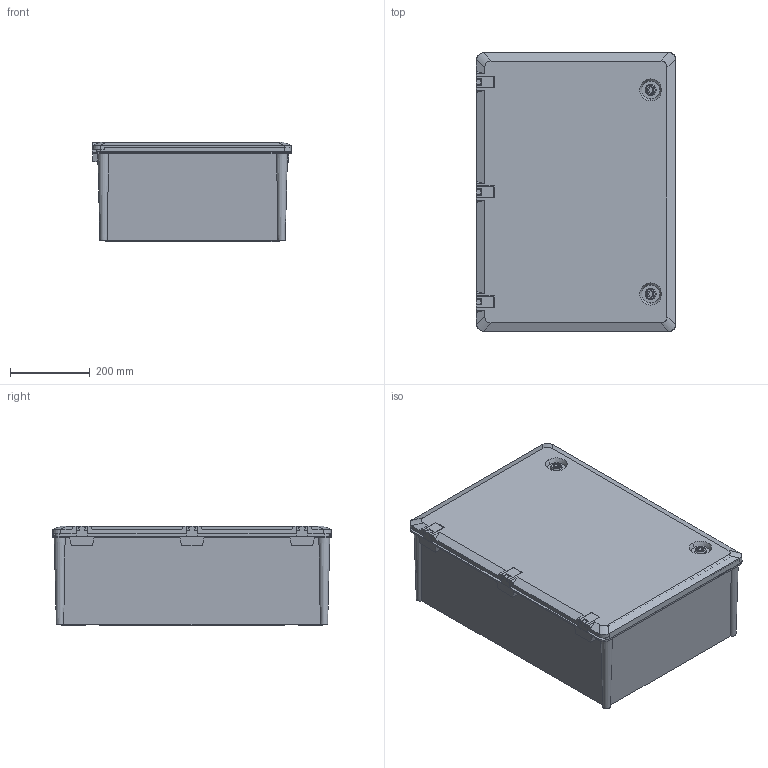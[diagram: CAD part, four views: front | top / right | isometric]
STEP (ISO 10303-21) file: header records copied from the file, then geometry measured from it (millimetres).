
FILE_DESCRIPTION (( 'STEP AP214' ), '1' );
FILE_NAME ('MKP21-N-050-070-25-65.STEP', '2025-02-10T07:59:15', ( '' ), ( '' ), 'SwSTEP 2.0', 'SolidWorks 2022', '' );
FILE_SCHEMA (( 'AUTOMOTIVE_DESIGN' ));
Length unit declared in the file: millimetre
Products named in the file (6): Крышка 700х500х250; MKP21-N-050-070-25-65; Замок; Элемент шарнира Тозелеш_1; Корпус 700х500х250; Элемент шарнира Тозелеш_2
Assembly tree (10 placements, depth 2):
  MKP21-N-050-070-25-65
    Корпус 700х500х250
    Крышка 700х500х250
    Замок  x2
    Элемент шарнира Тозелеш_1  x3
    Элемент шарнира Тозелеш_2  x3
Bounding box: 500.22 x 700.01 x 250 mm (x, y, z)
Volume: 5561498.7 mm3; surface area: 2604790.4 mm2
Topology: 10 solids, 12 shells, 467 faces, 1223 edges, 810 vertices
Faces by surface type: plane 334, cone 84, cylinder 49
Entity records: 12777 total; most frequent: CARTESIAN_POINT 2627, ORIENTED_EDGE 2138, DIRECTION 1961, EDGE_CURVE 1069, LINE 785, VECTOR 785, VERTEX_POINT 710, AXIS2_PLACEMENT_3D 588
